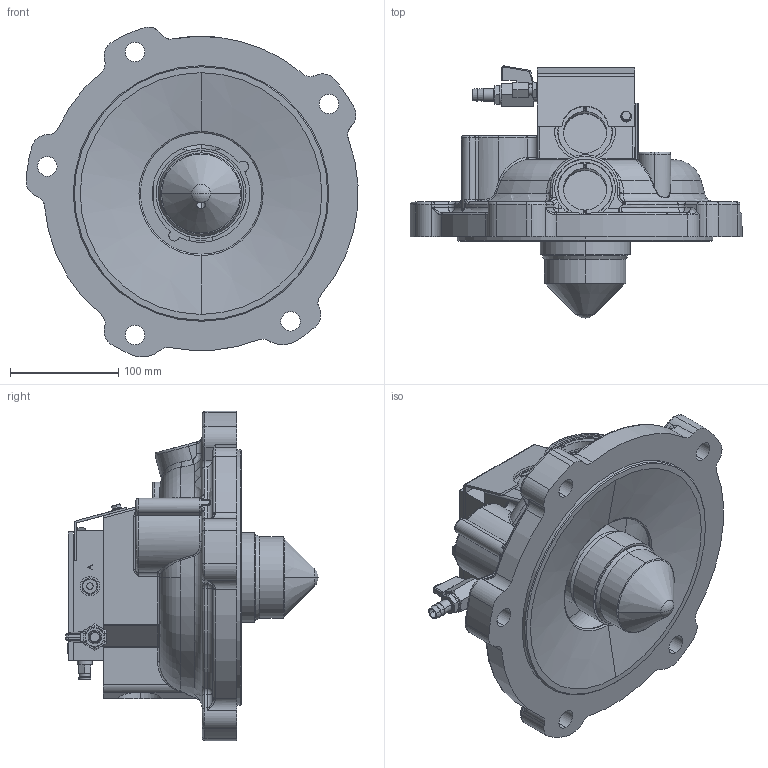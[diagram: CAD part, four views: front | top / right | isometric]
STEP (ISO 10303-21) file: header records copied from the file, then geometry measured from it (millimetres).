
FILE_DESCRIPTION (( 'STEP AP214' ), '1' );
FILE_NAME ('FH5_250718.STEP', '2013-07-16T12:09:33', ( 'Admin2' ), ( '' ), 'SwSTEP 2.0', 'SolidWorks 2010', '' );
FILE_SCHEMA (( 'AUTOMOTIVE_DESIGN' ));
Length unit declared in the file: millimetre
Products named in the file (1): FH5_250718
Bounding box: 306.28 x 232.64 x 304.29 mm (x, y, z)
Surface area: 360053.3 mm2 (no closed solid volume)
Topology: 0 solids, 46 shells, 870 faces, 2669 edges, 1767 vertices
Faces by surface type: plane 265, cylinder 263, bspline 130, torus 120, cone 78, sphere 14
Entity records: 48230 total; most frequent: CARTESIAN_POINT 16149, DIRECTION 4541, ORIENTED_EDGE 4437, EDGE_CURVE 2636, VERTEX_POINT 1767, AXIS2_PLACEMENT_3D 1727, LINE 1087, VECTOR 1087
